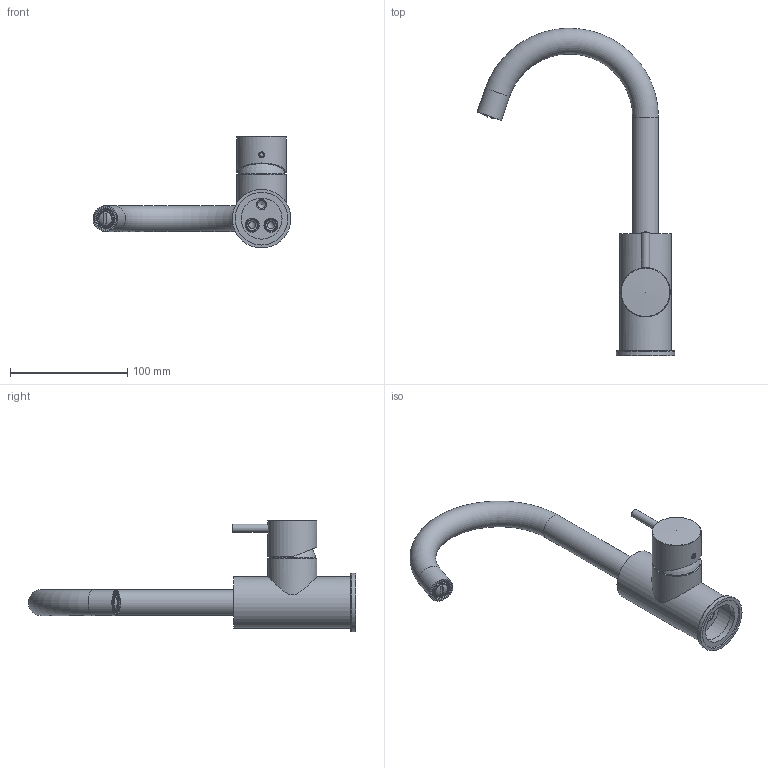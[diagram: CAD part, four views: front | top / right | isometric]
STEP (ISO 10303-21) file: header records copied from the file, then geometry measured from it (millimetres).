
FILE_DESCRIPTION(/* description */ ('Unknown'),/* implementation_level */ '2;1');
FILE_NAME(/* name */ 'CB004',/* time_stamp */ '2016-03-15T09:36:38+01:00',/* author */ ('Unknown'),/* organization */ ('Unknown'),/* preprocessor_version */ 'ST-DEVELOPER v16.7',/* originating_system */ 'DEX',/* authorisation */ $);
FILE_SCHEMA (('AUTOMOTIVE_DESIGN {1 0 10303 214 3 1 1}'));
Length unit declared in the file: millimetre
Products named in the file (1): CB004
Bounding box: 168.8 x 279.4 x 95.55 mm (x, y, z)
Surface area: 62103.9 mm2 (no closed solid volume)
Topology: 0 solids, 16 shells, 128 faces, 382 edges, 264 vertices
Faces by surface type: plane 52, cylinder 38, cone 18, torus 17, sphere 2, bspline 1
Full cylindrical faces by diameter (mm): 3.242 x2, 5 x1, 6.647 x2, 7 x3, 7.5 x1, 8.917 x2, 11 x3, 12.196 x1, 13.464 x1, 14.577 x1, 16 x1, 16.5 x1, 16.75 x1, 18.3 x1, 19 x1, 20.004 x1, 20.2 x1, 22 x2, 22.3 x1, 28 x1, 35 x1, 39 x1, 39.3 x1, 42 x2, 44 x1, 45 x1, 50 x1
Entity records: 6949 total; most frequent: CARTESIAN_POINT 3634, DIRECTION 664, ORIENTED_EDGE 459, AXIS2_PLACEMENT_3D 290, EDGE_CURVE 268, FACE_BOUND 223, EDGE_LOOP 222, VERTEX_POINT 219
